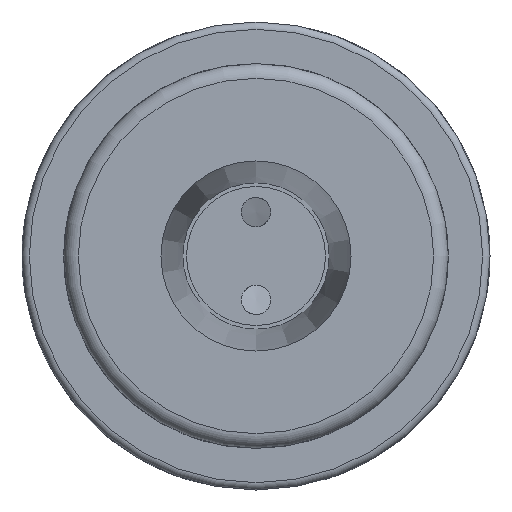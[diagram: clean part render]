
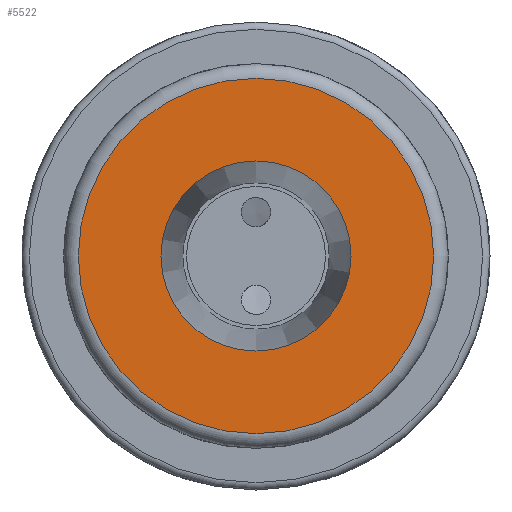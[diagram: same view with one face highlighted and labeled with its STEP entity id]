
A CAD part, left-side view. The second image highlights one B-rep face of the part: STEP entity #5522.
In plain terms, the highlighted planar face has unit normal (-1, 0, 0).
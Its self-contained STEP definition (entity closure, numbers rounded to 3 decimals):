
#5491=CARTESIAN_POINT('',(-35.,0.0,6.5));
#5492=VERTEX_POINT('',#5491);
#5493=CARTESIAN_POINT('',(-35.,0.0,0.));
#5494=DIRECTION('',(-1.0,0.0,0.0));
#5495=DIRECTION('',(0.0,0.0,1.0));
#5496=AXIS2_PLACEMENT_3D('',#5493,#5494,#5495);
#5497=CIRCLE('',#5496,6.5);
#5498=EDGE_CURVE('',#5492,#5492,#5497,.T.);
#5503=CARTESIAN_POINT('',(-35.,0.0,9.325));
#5504=DIRECTION('',(-1.0,0.0,0.0));
#5505=DIRECTION('',(0.0,0.0,1.0));
#5506=AXIS2_PLACEMENT_3D('',#5503,#5504,#5505);
#5507=PLANE('',#5506);
#5508=CARTESIAN_POINT('',(-35.,0.0,12.15));
#5509=VERTEX_POINT('',#5508);
#5510=CARTESIAN_POINT('',(-35.,0.0,0.));
#5511=DIRECTION('',(-1.0,0.0,0.0));
#5512=DIRECTION('',(0.0,0.0,1.0));
#5513=AXIS2_PLACEMENT_3D('',#5510,#5511,#5512);
#5514=CIRCLE('',#5513,12.15);
#5515=EDGE_CURVE('',#5509,#5509,#5514,.T.);
#5516=ORIENTED_EDGE('',*,*,#5515,.T.);
#5517=EDGE_LOOP('',(#5516));
#5518=FACE_OUTER_BOUND('',#5517,.T.);
#5519=ORIENTED_EDGE('',*,*,#5498,.F.);
#5520=EDGE_LOOP('',(#5519));
#5521=FACE_BOUND('',#5520,.T.);
#5522=ADVANCED_FACE('',(#5518,#5521),#5507,.T.);
